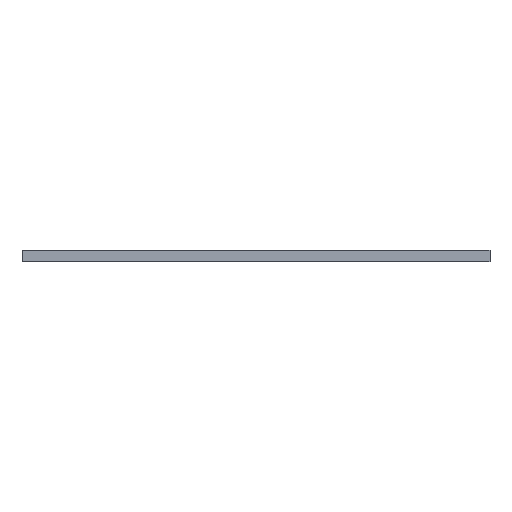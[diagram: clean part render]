
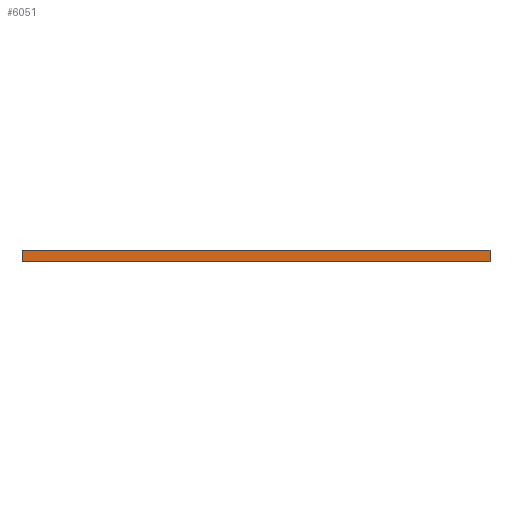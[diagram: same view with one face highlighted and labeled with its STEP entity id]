
A CAD part, left-side view. The second image highlights one B-rep face of the part: STEP entity #6051.
In plain terms, the highlighted planar face has unit normal (-1, 0, 0).
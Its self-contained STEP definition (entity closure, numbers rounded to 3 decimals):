
#208 = CARTESIAN_POINT ( 'NONE',  ( -284., 0., 3. ) ) ;
#745 = VERTEX_POINT ( 'NONE', #3545 ) ;
#937 = ORIENTED_EDGE ( 'NONE', *, *, #8701, .F. ) ;
#1990 = DIRECTION ( 'NONE',  ( 0., 0., -1. ) ) ;
#2644 = CARTESIAN_POINT ( 'NONE',  ( -284., 0., 3. ) ) ;
#2892 = EDGE_CURVE ( 'NONE', #5785, #745, #9562, .T. ) ;
#2911 = VERTEX_POINT ( 'NONE', #8706 ) ;
#2922 = FACE_OUTER_BOUND ( 'NONE', #8090, .T. ) ;
#3545 = CARTESIAN_POINT ( 'NONE',  ( -284., -120., 0. ) ) ;
#3689 = VERTEX_POINT ( 'NONE', #8008 ) ;
#3731 = EDGE_CURVE ( 'NONE', #3689, #2911, #8916, .T. ) ;
#3937 = ORIENTED_EDGE ( 'NONE', *, *, #3731, .T. ) ;
#4996 = ORIENTED_EDGE ( 'NONE', *, *, #7992, .T. ) ;
#5244 = CARTESIAN_POINT ( 'NONE',  ( -284., -120., 3. ) ) ;
#5303 = VECTOR ( 'NONE', #5854, 1000. ) ;
#5785 = VERTEX_POINT ( 'NONE', #5244 ) ;
#5854 = DIRECTION ( 'NONE',  ( 0., -1., 0. ) ) ;
#5971 = DIRECTION ( 'NONE',  ( 1., 0., 0. ) ) ;
#6051 = ADVANCED_FACE ( 'NONE', ( #2922 ), #7525, .F. ) ;
#6381 = LINE ( 'NONE', #208, #7717 ) ;
#6660 = CARTESIAN_POINT ( 'NONE',  ( -284., -72., 0. ) ) ;
#7136 = DIRECTION ( 'NONE',  ( 0., -1., 0. ) ) ;
#7141 = DIRECTION ( 'NONE',  ( 0., 0., -1. ) ) ;
#7384 = ORIENTED_EDGE ( 'NONE', *, *, #2892, .F. ) ;
#7525 = PLANE ( 'NONE',  #8761 ) ;
#7717 = VECTOR ( 'NONE', #7136, 1000. ) ;
#7733 = VECTOR ( 'NONE', #7141, 1000. ) ;
#7992 = EDGE_CURVE ( 'NONE', #2911, #745, #8162, .T. ) ;
#8008 = CARTESIAN_POINT ( 'NONE',  ( -284., 0., 3. ) ) ;
#8090 = EDGE_LOOP ( 'NONE', ( #4996, #7384, #937, #3937 ) ) ;
#8162 = LINE ( 'NONE', #6660, #5303 ) ;
#8701 = EDGE_CURVE ( 'NONE', #3689, #5785, #6381, .T. ) ;
#8706 = CARTESIAN_POINT ( 'NONE',  ( -284., 0., 0. ) ) ;
#8752 = CARTESIAN_POINT ( 'NONE',  ( -284., -120., 3. ) ) ;
#8761 = AXIS2_PLACEMENT_3D ( 'NONE', #8991, #5971, #9757 ) ;
#8916 = LINE ( 'NONE', #2644, #9858 ) ;
#8991 = CARTESIAN_POINT ( 'NONE',  ( -284., -72., 3. ) ) ;
#9562 = LINE ( 'NONE', #8752, #7733 ) ;
#9757 = DIRECTION ( 'NONE',  ( 0., 0., -1. ) ) ;
#9858 = VECTOR ( 'NONE', #1990, 1000. ) ;
